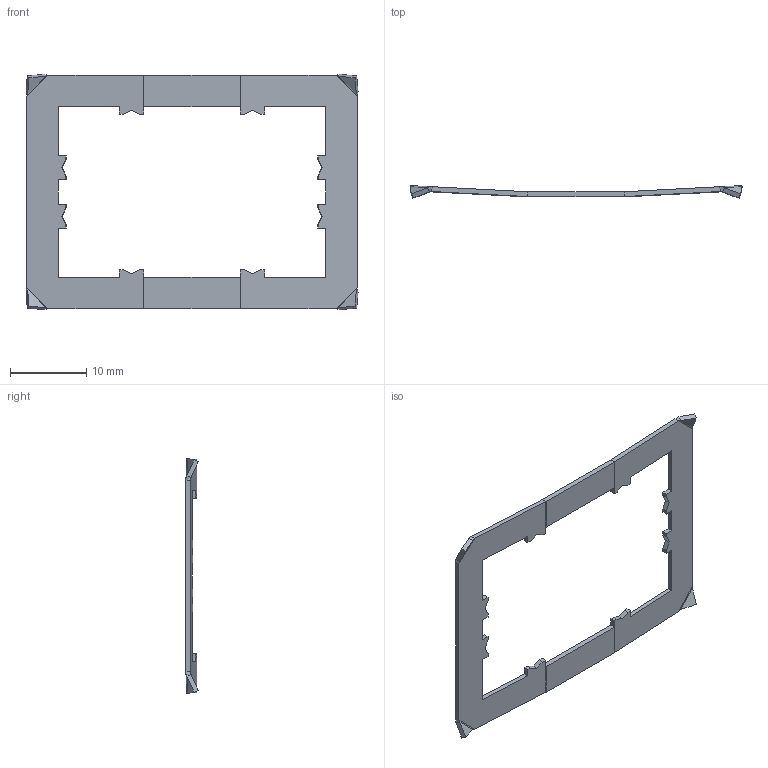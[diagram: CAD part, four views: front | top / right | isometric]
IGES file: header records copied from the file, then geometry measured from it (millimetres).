
Start section: SolidWorks IGES file using analytic representation for surfaces
Global section: file name: mps_dpm_dms20_retainer.IGS; native system: SolidWorks 2011; preprocessor: SolidWorks 2011; author: dbrennan; date: 110831.132717; units: inch
Bounding box: 43.68 x 1.63 x 30.96 mm (x, y, z)
Surface area: 1312.5 mm2 (no closed solid volume)
Topology: 0 solids, 0 shells, 128 faces, 648 edges, 648 vertices
Faces by surface type: bspline 112, revolution 16
